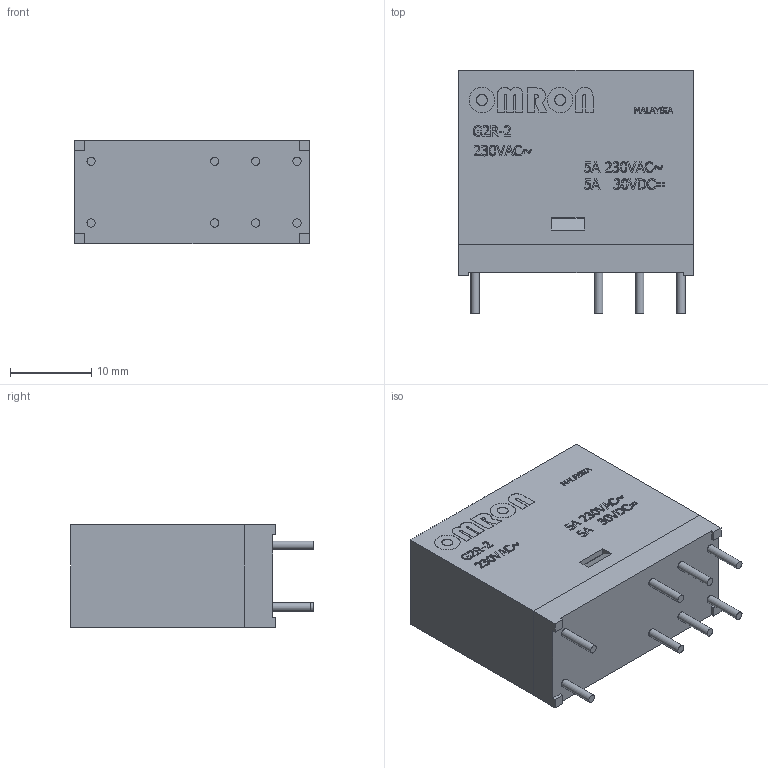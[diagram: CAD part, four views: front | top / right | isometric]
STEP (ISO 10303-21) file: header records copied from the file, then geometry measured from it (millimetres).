
FILE_DESCRIPTION(/* description */ (''),/* implementation_level */ '2;1');
FILE_NAME(/* name */ 'OMRON G2R-2 RELAY_Clear.step',/* time_stamp */ '2021-01-02T20:28:17-08:00',/* author */ (''),/* organization */ (''),/* preprocessor_version */ 'ST-DEVELOPER v18.1',/* originating_system */ 'Autodesk Translation Framework v9.7.1.1290',/* authorisation */ '');
FILE_SCHEMA (('AUTOMOTIVE_DESIGN { 1 0 10303 214 3 1 1 }'));
Length unit declared in the file: inch
Products named in the file (15): OMRON G2R-2 RELAY; 1_1; _S_IRINTKEZ_X2_0150_X0__1; _S_IRINTKEZ_X2_0150_X0_1_1; _S_IRINTKEZ_X2_0150_X0_2_1; POG_S_ACSA_1; Cs_S_ivetest1_1; Tekercs_1; 3_1; Cs_S_ivetest_1; 4_1; 5_1; 2_1; Felirat_1; L_S_AB_1
Assembly tree (31 placements, depth 2):
  OMRON G2R-2 RELAY
    1_1
    _S_IRINTKEZ_X2_0150_X0__1  x2
    POG_S_ACSA_1  x8
    _S_IRINTKEZ_X2_0150_X0_1_1  x2
    _S_IRINTKEZ_X2_0150_X0_2_1  x2
    Cs_S_ivetest1_1
    Tekercs_1
    3_1
    Cs_S_ivetest_1
    4_1
    5_1
    2_1
    Felirat_1
    L_S_AB_1  x8
Bounding box: 28.96 x 29.97 x 12.73 mm (x, y, z)
Volume: 4869.2 mm3; surface area: 9540 mm2
Topology: 72 solids, 72 shells, 1035 faces, 2600 edges, 1733 vertices
Faces by surface type: plane 677, bspline 329, cylinder 27, torus 2
Full cylindrical faces by diameter (mm): 1.016 x16, 6.096 x1, 7.637 x1, 9.144 x1, 9.158 x1
Entity records: 30127 total; most frequent: CARTESIAN_POINT 9121, ORIENTED_EDGE 4730, DIRECTION 3064, EDGE_CURVE 2365, LINE 1672, VECTOR 1672, VERTEX_POINT 1577, EDGE_LOOP 988
